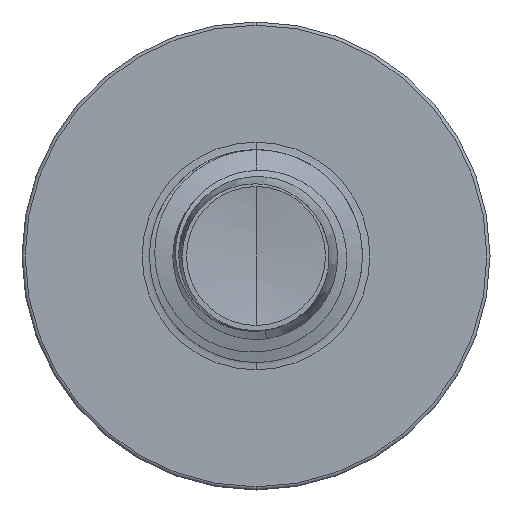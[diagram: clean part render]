
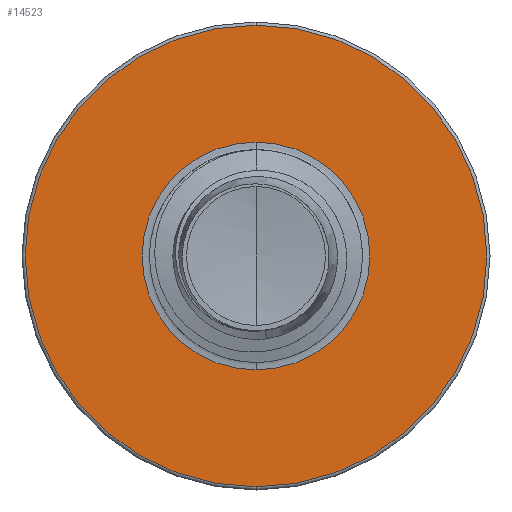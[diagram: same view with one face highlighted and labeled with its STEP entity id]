
A CAD part, front view. The second image highlights one B-rep face of the part: STEP entity #14523.
In plain terms, the highlighted planar face has unit normal (0, -1, 0).
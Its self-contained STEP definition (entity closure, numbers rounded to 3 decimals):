
#250 = CARTESIAN_POINT ( 'NONE',  ( 0., 5., 0. ) ) ;
#314 = CARTESIAN_POINT ( 'NONE',  ( 0., 5., 5.425 ) ) ;
#671 = EDGE_CURVE ( 'NONE', #4539, #12592, #8037, .T. ) ;
#991 = CARTESIAN_POINT ( 'NONE',  ( 0., 5., -2.677 ) ) ;
#1017 = ORIENTED_EDGE ( 'NONE', *, *, #12857, .F. ) ;
#1285 = FACE_OUTER_BOUND ( 'NONE', #10592, .T. ) ;
#1384 = DIRECTION ( 'NONE',  ( 0., 0., 1. ) ) ;
#1852 = AXIS2_PLACEMENT_3D ( 'NONE', #250, #8103, #1384 ) ;
#2890 = ORIENTED_EDGE ( 'NONE', *, *, #671, .T. ) ;
#4039 = AXIS2_PLACEMENT_3D ( 'NONE', #11432, #4696, #12548 ) ;
#4257 = CIRCLE ( 'NONE', #8721, 5.425 ) ;
#4539 = VERTEX_POINT ( 'NONE', #9768 ) ;
#4696 = DIRECTION ( 'NONE',  ( 0., 1., 0. ) ) ;
#4725 = CARTESIAN_POINT ( 'NONE',  ( 0., 5., 0. ) ) ;
#4774 = PLANE ( 'NONE',  #6372 ) ;
#5255 = CARTESIAN_POINT ( 'NONE',  ( 0., 5., -5.425 ) ) ;
#5868 = DIRECTION ( 'NONE',  ( 0., 0., 1. ) ) ;
#5912 = DIRECTION ( 'NONE',  ( 0., 0., 1. ) ) ;
#5913 = EDGE_CURVE ( 'NONE', #12592, #4539, #8693, .T. ) ;
#6251 = CARTESIAN_POINT ( 'NONE',  ( 0., 5., 0. ) ) ;
#6372 = AXIS2_PLACEMENT_3D ( 'NONE', #9260, #12623, #5912 ) ;
#7361 = DIRECTION ( 'NONE',  ( 0., 0., 1. ) ) ;
#8037 = CIRCLE ( 'NONE', #8844, 2.677 ) ;
#8103 = DIRECTION ( 'NONE',  ( 0., 1., 0. ) ) ;
#8693 = CIRCLE ( 'NONE', #4039, 2.677 ) ;
#8721 = AXIS2_PLACEMENT_3D ( 'NONE', #4725, #12575, #5868 ) ;
#8844 = AXIS2_PLACEMENT_3D ( 'NONE', #6251, #14073, #7361 ) ;
#9037 = EDGE_LOOP ( 'NONE', ( #2890, #14212 ) ) ;
#9260 = CARTESIAN_POINT ( 'NONE',  ( 0., 5., -2.677 ) ) ;
#9768 = CARTESIAN_POINT ( 'NONE',  ( 0., 5., 2.677 ) ) ;
#10166 = VERTEX_POINT ( 'NONE', #5255 ) ;
#10262 = FACE_BOUND ( 'NONE', #9037, .T. ) ;
#10592 = EDGE_LOOP ( 'NONE', ( #1017, #12446 ) ) ;
#11432 = CARTESIAN_POINT ( 'NONE',  ( 0., 5., 0. ) ) ;
#11895 = VERTEX_POINT ( 'NONE', #314 ) ;
#12446 = ORIENTED_EDGE ( 'NONE', *, *, #14484, .F. ) ;
#12548 = DIRECTION ( 'NONE',  ( 0., 0., 1. ) ) ;
#12575 = DIRECTION ( 'NONE',  ( 0., 1., 0. ) ) ;
#12592 = VERTEX_POINT ( 'NONE', #991 ) ;
#12623 = DIRECTION ( 'NONE',  ( 0., 1., 0. ) ) ;
#12857 = EDGE_CURVE ( 'NONE', #11895, #10166, #4257, .T. ) ;
#13570 = CIRCLE ( 'NONE', #1852, 5.425 ) ;
#14073 = DIRECTION ( 'NONE',  ( 0., 1., 0. ) ) ;
#14212 = ORIENTED_EDGE ( 'NONE', *, *, #5913, .T. ) ;
#14484 = EDGE_CURVE ( 'NONE', #10166, #11895, #13570, .T. ) ;
#14523 = ADVANCED_FACE ( 'NONE', ( #1285, #10262 ), #4774, .F. ) ;
